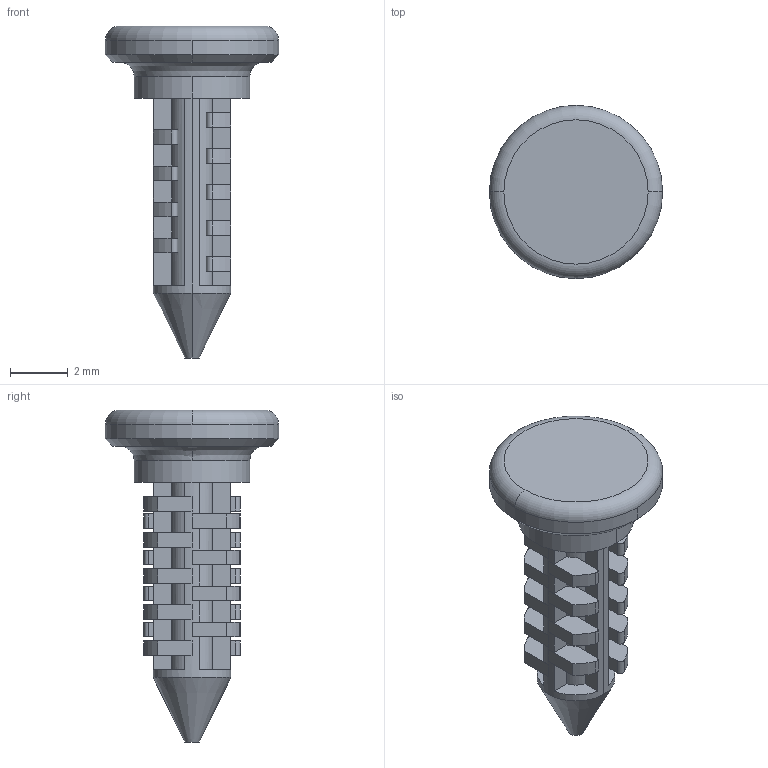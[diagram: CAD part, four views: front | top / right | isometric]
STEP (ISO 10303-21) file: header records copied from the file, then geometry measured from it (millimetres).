
FILE_DESCRIPTION((''),'2;1');
FILE_NAME('LN-36-01.stp','2005-07-05T16:33:18',(''),(''),'Mechanical Desktop.R8.0.24.0','Mechanical Desktop.R8.0.24.0',', , ');
FILE_SCHEMA(('CONFIG_CONTROL_DESIGN'));
Length unit declared in the file: millimetre
Products named in the file (2): LN-36-01A; LN-36-01
Assembly tree (1 placements, depth 2):
  LN-36-01A
    LN-36-01
Bounding box: 6 x 6 x 11.5 mm (x, y, z)
Volume: 85.5 mm3; surface area: 218.6 mm2
Topology: 1 solids, 1 shells, 160 faces, 466 edges, 311 vertices
Faces by surface type: plane 106, cylinder 46, cone 4, torus 2, bspline 2
Entity records: 5557 total; most frequent: CARTESIAN_POINT 1027, DIRECTION 976, ORIENTED_EDGE 932, EDGE_CURVE 466, AXIS2_PLACEMENT_3D 350, VERTEX_POINT 310, VECTOR 276, LINE 276
